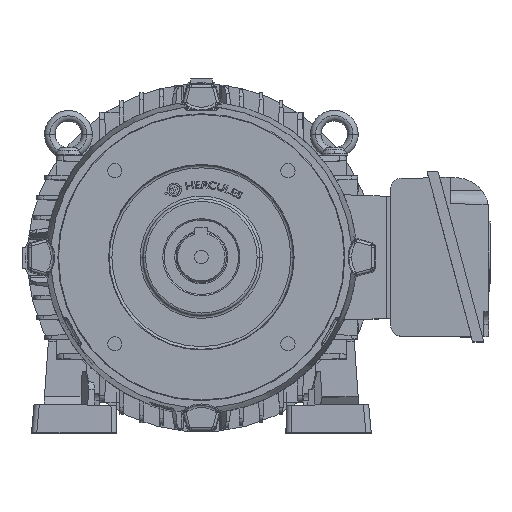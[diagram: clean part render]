
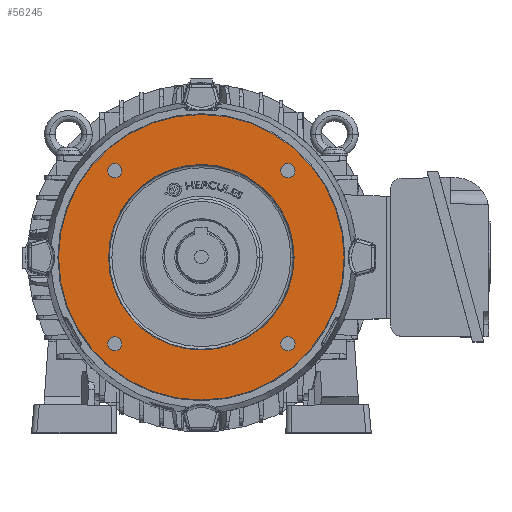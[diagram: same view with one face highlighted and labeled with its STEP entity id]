
A CAD part, top view. The second image highlights one B-rep face of the part: STEP entity #56245.
In plain terms, the highlighted planar face has unit normal (0, 0, 1).
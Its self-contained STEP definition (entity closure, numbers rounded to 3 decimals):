
#606 = AXIS2_PLACEMENT_3D ( 'NONE', #39120, #63416, #8751 ) ;
#977 = EDGE_CURVE ( 'NONE', #40762, #69676, #58413, .T. ) ;
#4506 = CARTESIAN_POINT ( 'NONE',  ( 65.125, 65.125, 62.5 ) ) ;
#5092 = CARTESIAN_POINT ( 'NONE',  ( -65.125, -65.125, 62.5 ) ) ;
#6443 = CARTESIAN_POINT ( 'NONE',  ( -59.766, 65.125, 62.5 ) ) ;
#8036 = CARTESIAN_POINT ( 'NONE',  ( -65.125, 65.125, 62.5 ) ) ;
#8308 = CARTESIAN_POINT ( 'NONE',  ( 70.483, 65.125, 62.5 ) ) ;
#8378 = FACE_BOUND ( 'NONE', #35342, .T. ) ;
#8751 = DIRECTION ( 'NONE',  ( -1., 0., 0. ) ) ;
#9183 = PLANE ( 'NONE',  #17847 ) ;
#9366 = EDGE_CURVE ( 'NONE', #76596, #25318, #10551, .T. ) ;
#9702 = DIRECTION ( 'NONE',  ( -1., 0., 0. ) ) ;
#10551 = CIRCLE ( 'NONE', #57708, 5.358 ) ;
#10733 = DIRECTION ( 'NONE',  ( 0., 0., 1. ) ) ;
#13412 = ORIENTED_EDGE ( 'NONE', *, *, #50247, .T. ) ;
#13986 = VERTEX_POINT ( 'NONE', #17666 ) ;
#14393 = FACE_BOUND ( 'NONE', #14456, .T. ) ;
#14444 = DIRECTION ( 'NONE',  ( -1., 0., 0. ) ) ;
#14456 = EDGE_LOOP ( 'NONE', ( #18207, #32437 ) ) ;
#15229 = DIRECTION ( 'NONE',  ( -1., 0., 0. ) ) ;
#15344 = ORIENTED_EDGE ( 'NONE', *, *, #977, .T. ) ;
#15715 = DIRECTION ( 'NONE',  ( 0., 0., 1. ) ) ;
#16793 = CIRCLE ( 'NONE', #61372, 107.45 ) ;
#17295 = CARTESIAN_POINT ( 'NONE',  ( 0., 0., 62.5 ) ) ;
#17666 = CARTESIAN_POINT ( 'NONE',  ( 59.766, 65.125, 62.5 ) ) ;
#17847 = AXIS2_PLACEMENT_3D ( 'NONE', #58258, #63043, #57876 ) ;
#18207 = ORIENTED_EDGE ( 'NONE', *, *, #20924, .T. ) ;
#19120 = EDGE_CURVE ( 'NONE', #64489, #26547, #72083, .T. ) ;
#19724 = ORIENTED_EDGE ( 'NONE', *, *, #45442, .T. ) ;
#20049 = CIRCLE ( 'NONE', #25174, 69.781 ) ;
#20212 = CARTESIAN_POINT ( 'NONE',  ( -69.781, 0., 62.5 ) ) ;
#20346 = VERTEX_POINT ( 'NONE', #69647 ) ;
#20924 = EDGE_CURVE ( 'NONE', #26547, #64489, #69649, .T. ) ;
#21621 = CARTESIAN_POINT ( 'NONE',  ( -65.125, -65.125, 62.5 ) ) ;
#22200 = EDGE_LOOP ( 'NONE', ( #30133, #15344 ) ) ;
#24887 = AXIS2_PLACEMENT_3D ( 'NONE', #68906, #32991, #26599 ) ;
#24892 = CIRCLE ( 'NONE', #606, 5.358 ) ;
#25174 = AXIS2_PLACEMENT_3D ( 'NONE', #39652, #68415, #44464 ) ;
#25318 = VERTEX_POINT ( 'NONE', #6443 ) ;
#25871 = EDGE_CURVE ( 'NONE', #49469, #58838, #50754, .T. ) ;
#26386 = FACE_BOUND ( 'NONE', #50289, .T. ) ;
#26547 = VERTEX_POINT ( 'NONE', #71383 ) ;
#26599 = DIRECTION ( 'NONE',  ( -1., 0., 0. ) ) ;
#28298 = ORIENTED_EDGE ( 'NONE', *, *, #53106, .T. ) ;
#28330 = CARTESIAN_POINT ( 'NONE',  ( 0., 0., 62.5 ) ) ;
#28407 = DIRECTION ( 'NONE',  ( -1., 0., 0. ) ) ;
#30133 = ORIENTED_EDGE ( 'NONE', *, *, #73572, .T. ) ;
#30963 = VERTEX_POINT ( 'NONE', #42169 ) ;
#32378 = CARTESIAN_POINT ( 'NONE',  ( 65.125, -65.125, 62.5 ) ) ;
#32437 = ORIENTED_EDGE ( 'NONE', *, *, #19120, .T. ) ;
#32991 = DIRECTION ( 'NONE',  ( 0., 0., -1. ) ) ;
#33577 = FACE_BOUND ( 'NONE', #40586, .T. ) ;
#34338 = DIRECTION ( 'NONE',  ( 0., 0., -1. ) ) ;
#35342 = EDGE_LOOP ( 'NONE', ( #60676, #28298 ) ) ;
#37651 = CIRCLE ( 'NONE', #66967, 107.45 ) ;
#39120 = CARTESIAN_POINT ( 'NONE',  ( 65.125, 65.125, 62.5 ) ) ;
#39386 = EDGE_CURVE ( 'NONE', #72897, #13986, #74836, .T. ) ;
#39652 = CARTESIAN_POINT ( 'NONE',  ( 0., 0., 62.5 ) ) ;
#39967 = CARTESIAN_POINT ( 'NONE',  ( -70.483, 65.125, 62.5 ) ) ;
#40464 = DIRECTION ( 'NONE',  ( 0., 0., -1. ) ) ;
#40497 = CARTESIAN_POINT ( 'NONE',  ( -70.483, -65.125, 62.5 ) ) ;
#40586 = EDGE_LOOP ( 'NONE', ( #74480, #74433 ) ) ;
#40665 = DIRECTION ( 'NONE',  ( 0., 0., -1. ) ) ;
#40762 = VERTEX_POINT ( 'NONE', #55084 ) ;
#41066 = DIRECTION ( 'NONE',  ( 0., 0., -1. ) ) ;
#42169 = CARTESIAN_POINT ( 'NONE',  ( -107.45, 0., 62.5 ) ) ;
#44445 = AXIS2_PLACEMENT_3D ( 'NONE', #28330, #40665, #48591 ) ;
#44464 = DIRECTION ( 'NONE',  ( -1., 0., 0. ) ) ;
#45442 = EDGE_CURVE ( 'NONE', #25318, #76596, #53448, .T. ) ;
#46328 = CARTESIAN_POINT ( 'NONE',  ( -65.125, 65.125, 62.5 ) ) ;
#48591 = DIRECTION ( 'NONE',  ( -1., 0., 0. ) ) ;
#49469 = VERTEX_POINT ( 'NONE', #72274 ) ;
#50247 = EDGE_CURVE ( 'NONE', #20346, #30963, #37651, .T. ) ;
#50289 = EDGE_LOOP ( 'NONE', ( #54297, #19724 ) ) ;
#50697 = AXIS2_PLACEMENT_3D ( 'NONE', #21621, #70319, #15229 ) ;
#50754 = CIRCLE ( 'NONE', #44445, 69.781 ) ;
#51861 = FACE_OUTER_BOUND ( 'NONE', #61775, .T. ) ;
#52085 = ORIENTED_EDGE ( 'NONE', *, *, #61946, .T. ) ;
#52242 = DIRECTION ( 'NONE',  ( -1., 0., 0. ) ) ;
#53106 = EDGE_CURVE ( 'NONE', #58838, #49469, #20049, .T. ) ;
#53448 = CIRCLE ( 'NONE', #67495, 5.358 ) ;
#54297 = ORIENTED_EDGE ( 'NONE', *, *, #9366, .T. ) ;
#55084 = CARTESIAN_POINT ( 'NONE',  ( -59.766, -65.125, 62.5 ) ) ;
#56245 = ADVANCED_FACE ( 'NONE', ( #51861, #33577, #26386, #62657, #14393, #8378 ), #9183, .F. ) ;
#56874 = AXIS2_PLACEMENT_3D ( 'NONE', #32378, #34338, #58642 ) ;
#57708 = AXIS2_PLACEMENT_3D ( 'NONE', #46328, #59441, #28407 ) ;
#57876 = DIRECTION ( 'NONE',  ( -1., 0., 0. ) ) ;
#58258 = CARTESIAN_POINT ( 'NONE',  ( 0., 107.95, 62.5 ) ) ;
#58413 = CIRCLE ( 'NONE', #63522, 5.358 ) ;
#58642 = DIRECTION ( 'NONE',  ( -1., 0., 0. ) ) ;
#58838 = VERTEX_POINT ( 'NONE', #20212 ) ;
#59441 = DIRECTION ( 'NONE',  ( 0., 0., -1. ) ) ;
#60676 = ORIENTED_EDGE ( 'NONE', *, *, #25871, .T. ) ;
#61372 = AXIS2_PLACEMENT_3D ( 'NONE', #65409, #10733, #52242 ) ;
#61775 = EDGE_LOOP ( 'NONE', ( #52085, #13412 ) ) ;
#61946 = EDGE_CURVE ( 'NONE', #30963, #20346, #16793, .T. ) ;
#62657 = FACE_BOUND ( 'NONE', #22200, .T. ) ;
#63043 = DIRECTION ( 'NONE',  ( 0., 0., -1. ) ) ;
#63416 = DIRECTION ( 'NONE',  ( 0., 0., -1. ) ) ;
#63522 = AXIS2_PLACEMENT_3D ( 'NONE', #5092, #41066, #66551 ) ;
#64489 = VERTEX_POINT ( 'NONE', #66115 ) ;
#64781 = DIRECTION ( 'NONE',  ( -1., 0., 0. ) ) ;
#65409 = CARTESIAN_POINT ( 'NONE',  ( 0., 0., 62.5 ) ) ;
#66115 = CARTESIAN_POINT ( 'NONE',  ( 70.483, -65.125, 62.5 ) ) ;
#66551 = DIRECTION ( 'NONE',  ( -1., 0., 0. ) ) ;
#66967 = AXIS2_PLACEMENT_3D ( 'NONE', #17295, #15715, #9702 ) ;
#67303 = EDGE_CURVE ( 'NONE', #13986, #72897, #24892, .T. ) ;
#67495 = AXIS2_PLACEMENT_3D ( 'NONE', #8036, #69141, #14444 ) ;
#68415 = DIRECTION ( 'NONE',  ( 0., 0., -1. ) ) ;
#68906 = CARTESIAN_POINT ( 'NONE',  ( 65.125, -65.125, 62.5 ) ) ;
#69141 = DIRECTION ( 'NONE',  ( 0., 0., -1. ) ) ;
#69647 = CARTESIAN_POINT ( 'NONE',  ( 107.45, 0., 62.5 ) ) ;
#69649 = CIRCLE ( 'NONE', #56874, 5.358 ) ;
#69676 = VERTEX_POINT ( 'NONE', #40497 ) ;
#70319 = DIRECTION ( 'NONE',  ( 0., 0., -1. ) ) ;
#71019 = AXIS2_PLACEMENT_3D ( 'NONE', #4506, #40464, #64781 ) ;
#71383 = CARTESIAN_POINT ( 'NONE',  ( 59.766, -65.125, 62.5 ) ) ;
#72083 = CIRCLE ( 'NONE', #24887, 5.358 ) ;
#72274 = CARTESIAN_POINT ( 'NONE',  ( 69.781, 0., 62.5 ) ) ;
#72464 = CIRCLE ( 'NONE', #50697, 5.358 ) ;
#72897 = VERTEX_POINT ( 'NONE', #8308 ) ;
#73572 = EDGE_CURVE ( 'NONE', #69676, #40762, #72464, .T. ) ;
#74433 = ORIENTED_EDGE ( 'NONE', *, *, #39386, .T. ) ;
#74480 = ORIENTED_EDGE ( 'NONE', *, *, #67303, .T. ) ;
#74836 = CIRCLE ( 'NONE', #71019, 5.358 ) ;
#76596 = VERTEX_POINT ( 'NONE', #39967 ) ;
